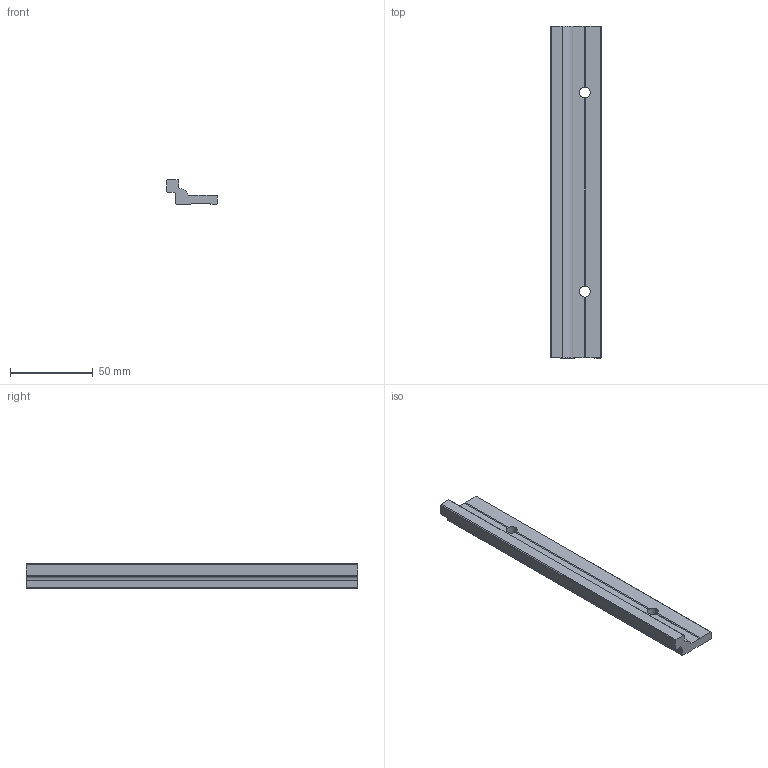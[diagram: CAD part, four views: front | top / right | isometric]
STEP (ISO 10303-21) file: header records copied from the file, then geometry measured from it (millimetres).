
FILE_DESCRIPTION(/* description */ (''),/* implementation_level */ '2;1');
FILE_NAME(/* name */ 'MISC_Guide_WSQ_10.ipt.step',/* time_stamp */ '2014-01-01T17:29:54-08:00',/* author */ ('Autodesk Inc.'),/* organization */ ('Autodesk Inc.'),/* preprocessor_version */ 'ST-DEVELOPER v15.2',/* originating_system */ 'Autodesk Inventor 2014',/* authorisation */ '');
FILE_SCHEMA (('AUTOMOTIVE_DESIGN { 1 0 10303 214 3 1 1 }'));
Length unit declared in the file: millimetre
Products named in the file (1): MISC_Guide_WSQ_10
Bounding box: 30.7 x 200 x 14.65 mm (x, y, z)
Volume: 41748 mm3; surface area: 17678.8 mm2
Topology: 1 solids, 1 shells, 32 faces, 96 edges, 64 vertices
Faces by surface type: plane 28, cylinder 4
Full cylindrical faces by diameter (mm): 6.6 x2
Entity records: 1084 total; most frequent: CARTESIAN_POINT 187, ORIENTED_EDGE 184, DIRECTION 176, EDGE_CURVE 92, LINE 74, VECTOR 74, VERTEX_POINT 62, AXIS2_PLACEMENT_3D 51
